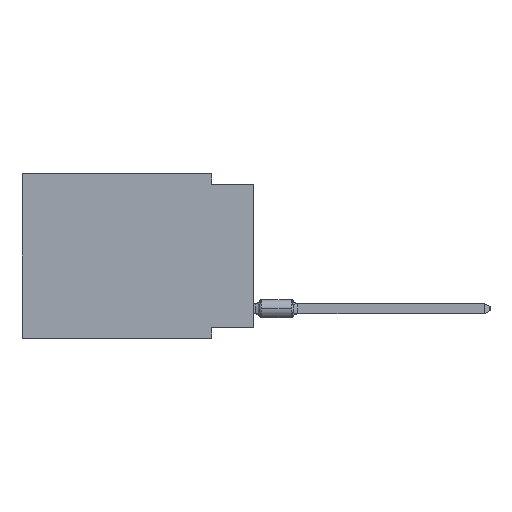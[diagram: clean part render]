
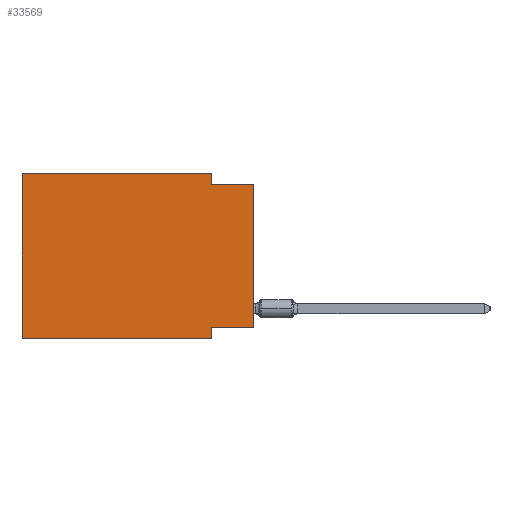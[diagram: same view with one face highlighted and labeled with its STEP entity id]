
A CAD part, left-side view. The second image highlights one B-rep face of the part: STEP entity #33569.
In plain terms, the highlighted planar face has unit normal (-1, 0, 0).
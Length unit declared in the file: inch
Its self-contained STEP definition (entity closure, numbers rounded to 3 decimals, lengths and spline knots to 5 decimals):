
#108 = VECTOR ( 'NONE', #22748, 39.37008 ) ;
#263 = CARTESIAN_POINT ( 'NONE',  ( 0., 0.1, 0. ) ) ;
#326 = LINE ( 'NONE', #7823, #27689 ) ;
#681 = FACE_OUTER_BOUND ( 'NONE', #3790, .T. ) ;
#1317 = DIRECTION ( 'NONE',  ( 0., -1., 0. ) ) ;
#2335 = ORIENTED_EDGE ( 'NONE', *, *, #32366, .F. ) ;
#2570 = VECTOR ( 'NONE', #28063, 39.37008 ) ;
#2869 = VERTEX_POINT ( 'NONE', #13885 ) ;
#2972 = DIRECTION ( 'NONE',  ( 0., -1., 0. ) ) ;
#3190 = LINE ( 'NONE', #263, #22245 ) ;
#3707 = CARTESIAN_POINT ( 'NONE',  ( 0., 0., -0.025 ) ) ;
#3787 = CARTESIAN_POINT ( 'NONE',  ( 0., 0.55, 0. ) ) ;
#3790 = EDGE_LOOP ( 'NONE', ( #9889, #28160, #7417, #2335, #14480, #30847, #24834, #23294 ) ) ;
#3958 = PLANE ( 'NONE',  #18937 ) ;
#7417 = ORIENTED_EDGE ( 'NONE', *, *, #8102, .F. ) ;
#7823 = CARTESIAN_POINT ( 'NONE',  ( 0., 0., -0.365 ) ) ;
#8102 = EDGE_CURVE ( 'NONE', #30918, #32026, #3190, .T. ) ;
#8820 = CARTESIAN_POINT ( 'NONE',  ( 0., 0.55, -0.39 ) ) ;
#9465 = VERTEX_POINT ( 'NONE', #17413 ) ;
#9889 = ORIENTED_EDGE ( 'NONE', *, *, #13902, .T. ) ;
#11153 = VECTOR ( 'NONE', #24017, 39.37008 ) ;
#11639 = LINE ( 'NONE', #17460, #2570 ) ;
#11802 = VERTEX_POINT ( 'NONE', #13908 ) ;
#13606 = VERTEX_POINT ( 'NONE', #18759 ) ;
#13885 = CARTESIAN_POINT ( 'NONE',  ( 0., 0., -0.365 ) ) ;
#13902 = EDGE_CURVE ( 'NONE', #2869, #11802, #14746, .T. ) ;
#13908 = CARTESIAN_POINT ( 'NONE',  ( 0., 0., -0.025 ) ) ;
#14480 = ORIENTED_EDGE ( 'NONE', *, *, #28042, .F. ) ;
#14746 = LINE ( 'NONE', #31169, #32557 ) ;
#17413 = CARTESIAN_POINT ( 'NONE',  ( 0., 0.55, 0. ) ) ;
#17460 = CARTESIAN_POINT ( 'NONE',  ( 0., 0.55, 0. ) ) ;
#17834 = DIRECTION ( 'NONE',  ( 0., 0., -1. ) ) ;
#18759 = CARTESIAN_POINT ( 'NONE',  ( 0., 0.1, -0.39 ) ) ;
#18937 = AXIS2_PLACEMENT_3D ( 'NONE', #3787, #20568, #17834 ) ;
#20008 = CARTESIAN_POINT ( 'NONE',  ( 0., 0.55, -0.39 ) ) ;
#20258 = EDGE_CURVE ( 'NONE', #28714, #13606, #28784, .T. ) ;
#20568 = DIRECTION ( 'NONE',  ( 1., 0., 0. ) ) ;
#21968 = DIRECTION ( 'NONE',  ( 0., 0., -1. ) ) ;
#22245 = VECTOR ( 'NONE', #21968, 39.37008 ) ;
#22748 = DIRECTION ( 'NONE',  ( 0., 0., -1. ) ) ;
#23294 = ORIENTED_EDGE ( 'NONE', *, *, #33426, .F. ) ;
#23507 = CARTESIAN_POINT ( 'NONE',  ( 0., 0.1, -0.025 ) ) ;
#24017 = DIRECTION ( 'NONE',  ( 0., 0., 1. ) ) ;
#24834 = ORIENTED_EDGE ( 'NONE', *, *, #20258, .F. ) ;
#25130 = VECTOR ( 'NONE', #2972, 39.37008 ) ;
#25134 = DIRECTION ( 'NONE',  ( 0., 1., 0. ) ) ;
#25512 = CARTESIAN_POINT ( 'NONE',  ( 0., 0.1, -0.39 ) ) ;
#25880 = DIRECTION ( 'NONE',  ( 0., 0., 1. ) ) ;
#26325 = LINE ( 'NONE', #3707, #32155 ) ;
#26438 = EDGE_CURVE ( 'NONE', #28339, #13606, #33631, .T. ) ;
#26778 = CARTESIAN_POINT ( 'NONE',  ( 0., 0.55, 0. ) ) ;
#27689 = VECTOR ( 'NONE', #25134, 39.37008 ) ;
#28042 = EDGE_CURVE ( 'NONE', #28339, #9465, #32044, .T. ) ;
#28063 = DIRECTION ( 'NONE',  ( 0., -1., 0. ) ) ;
#28160 = ORIENTED_EDGE ( 'NONE', *, *, #28900, .F. ) ;
#28339 = VERTEX_POINT ( 'NONE', #20008 ) ;
#28714 = VERTEX_POINT ( 'NONE', #34167 ) ;
#28784 = LINE ( 'NONE', #25512, #108 ) ;
#28900 = EDGE_CURVE ( 'NONE', #32026, #11802, #26325, .T. ) ;
#30847 = ORIENTED_EDGE ( 'NONE', *, *, #26438, .T. ) ;
#30918 = VERTEX_POINT ( 'NONE', #32568 ) ;
#31169 = CARTESIAN_POINT ( 'NONE',  ( 0., 0., 0. ) ) ;
#32026 = VERTEX_POINT ( 'NONE', #23507 ) ;
#32044 = LINE ( 'NONE', #26778, #11153 ) ;
#32155 = VECTOR ( 'NONE', #1317, 39.37008 ) ;
#32366 = EDGE_CURVE ( 'NONE', #9465, #30918, #11639, .T. ) ;
#32557 = VECTOR ( 'NONE', #25880, 39.37008 ) ;
#32568 = CARTESIAN_POINT ( 'NONE',  ( 0., 0.1, 0. ) ) ;
#33426 = EDGE_CURVE ( 'NONE', #2869, #28714, #326, .T. ) ;
#33569 = ADVANCED_FACE ( 'NONE', ( #681 ), #3958, .F. ) ;
#33631 = LINE ( 'NONE', #8820, #25130 ) ;
#34167 = CARTESIAN_POINT ( 'NONE',  ( 0., 0.1, -0.365 ) ) ;
